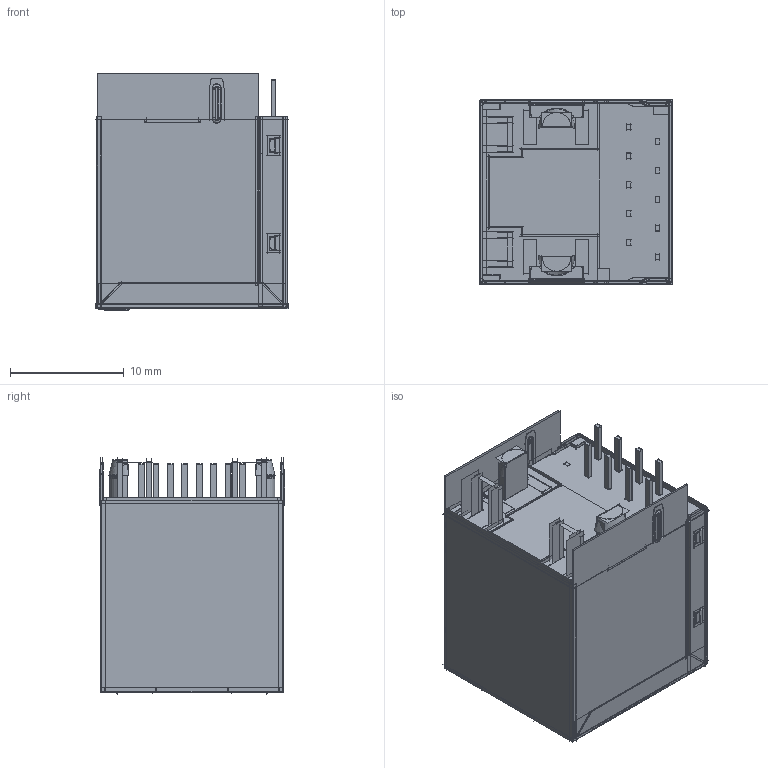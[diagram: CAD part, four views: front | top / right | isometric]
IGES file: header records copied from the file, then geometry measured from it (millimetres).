
Start section:  PTC IGES file: DGKYD511B083AB2A8D.igs
Global section: file name: DGKYD511B083AB2A8D.igs; native system: Creo Parametric by PTC Inc.; preprocessor: 2018400; author: Administrator; organization: Unknown; date: 20210513.101600; units: millimetre
Bounding box: 16.95 x 16.3 x 20.8 mm (x, y, z)
Volume: 2719.1 mm3; surface area: 29927.3 mm2
Topology: 21 solids, 21 shells, 1826 faces, 8754 edges, 10626 vertices
Faces by surface type: bspline 1436, revolution 390
